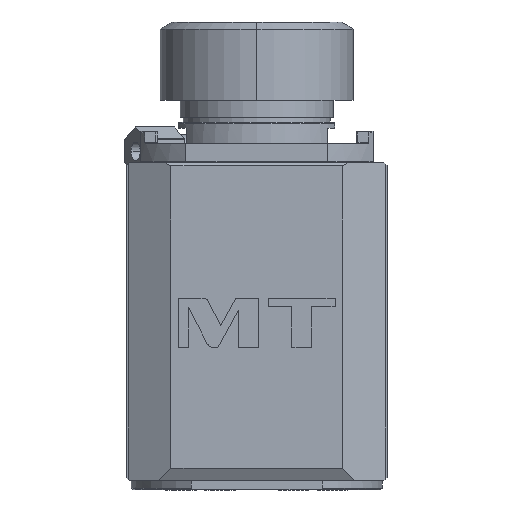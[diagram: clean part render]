
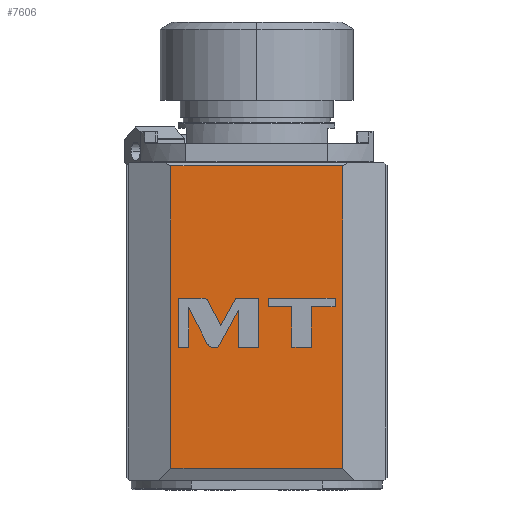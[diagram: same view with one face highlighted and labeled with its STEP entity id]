
A CAD part, left-side view. The second image highlights one B-rep face of the part: STEP entity #7606.
In plain terms, the highlighted planar face has unit normal (-1, 0, 0).
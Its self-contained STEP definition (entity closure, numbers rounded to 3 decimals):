
#1631=DIRECTION('',(0.,1.,0.));
#1632=VECTOR('',#1631,56.);
#1633=CARTESIAN_POINT('',(-99.,-28.,51.2));
#1634=LINE('',#1633,#1632);
#1635=DIRECTION('',(0.,0.,1.));
#1636=VECTOR('',#1635,98.7);
#1637=CARTESIAN_POINT('',(-99.,-28.,-47.5));
#1638=LINE('',#1637,#1636);
#1639=DIRECTION('',(0.,-1.,0.));
#1640=VECTOR('',#1639,56.);
#1641=CARTESIAN_POINT('',(-99.,28.,-47.5));
#1642=LINE('',#1641,#1640);
#1643=DIRECTION('',(0.,0.,1.));
#1644=VECTOR('',#1643,98.7);
#1645=CARTESIAN_POINT('',(-99.,28.,-47.5));
#1646=LINE('',#1645,#1644);
#1647=CARTESIAN_POINT('',(-99.,15.816,6.958));
#1648=CARTESIAN_POINT('',(-99.,16.148,7.601));
#1649=CARTESIAN_POINT('',(-99.,16.804,8.));
#1650=CARTESIAN_POINT('',(-99.,17.528,8.));
#1652=DIRECTION('',(0.,1.,0.));
#1653=VECTOR('',#1652,8.043);
#1654=CARTESIAN_POINT('',(-99.,17.528,8.));
#1655=LINE('',#1654,#1653);
#1656=DIRECTION('',(0.,0.,-1.));
#1657=VECTOR('',#1656,16.);
#1658=CARTESIAN_POINT('',(-99.,25.571,8.));
#1659=LINE('',#1658,#1657);
#1660=DIRECTION('',(0.,-1.,0.));
#1661=VECTOR('',#1660,3.328);
#1662=CARTESIAN_POINT('',(-99.,25.571,-8.));
#1663=LINE('',#1662,#1661);
#1664=DIRECTION('',(0.,0.,1.));
#1665=VECTOR('',#1664,12.962);
#1666=CARTESIAN_POINT('',(-99.,22.243,-8.));
#1667=LINE('',#1666,#1665);
#1668=DIRECTION('',(0.,-0.459,-0.888));
#1669=VECTOR('',#1668,13.419);
#1670=CARTESIAN_POINT('',(-99.,22.243,4.962));
#1671=LINE('',#1670,#1669);
#1672=CARTESIAN_POINT('',(-99.,16.08,-6.958));
#1673=CARTESIAN_POINT('',(-99.,15.747,-7.601));
#1674=CARTESIAN_POINT('',(-99.,15.091,-8.));
#1675=CARTESIAN_POINT('',(-99.,14.367,-8.));
#1677=DIRECTION('',(0.,-1.,0.));
#1678=VECTOR('',#1677,1.669);
#1679=CARTESIAN_POINT('',(-99.,14.367,-8.));
#1680=LINE('',#1679,#1678);
#1681=DIRECTION('',(0.,-0.481,0.877));
#1682=VECTOR('',#1681,13.883);
#1683=CARTESIAN_POINT('',(-99.,12.698,-8.));
#1684=LINE('',#1683,#1682);
#1685=DIRECTION('',(0.,0.,-1.));
#1686=VECTOR('',#1685,12.17);
#1687=CARTESIAN_POINT('',(-99.,6.018,4.17));
#1688=LINE('',#1687,#1686);
#1689=DIRECTION('',(0.,-1.,0.));
#1690=VECTOR('',#1689,6.733);
#1691=CARTESIAN_POINT('',(-99.,6.018,-8.));
#1692=LINE('',#1691,#1690);
#1693=DIRECTION('',(0.,0.,1.));
#1694=VECTOR('',#1693,16.);
#1695=CARTESIAN_POINT('',(-99.,-0.715,-8.));
#1696=LINE('',#1695,#1694);
#1697=DIRECTION('',(0.,1.,0.));
#1698=VECTOR('',#1697,7.59);
#1699=CARTESIAN_POINT('',(-99.,-0.715,8.));
#1700=LINE('',#1699,#1698);
#1701=DIRECTION('',(0.,0.481,-0.877));
#1702=VECTOR('',#1701,10.144);
#1703=CARTESIAN_POINT('',(-99.,6.875,8.));
#1704=LINE('',#1703,#1702);
#1705=DIRECTION('',(0.,0.459,0.888));
#1706=VECTOR('',#1705,8.838);
#1707=CARTESIAN_POINT('',(-99.,11.756,-0.893));
#1708=LINE('',#1707,#1706);
#1709=DIRECTION('',(0.,0.,-1.));
#1710=VECTOR('',#1709,13.275);
#1711=CARTESIAN_POINT('',(-99.,-11.475,5.275));
#1712=LINE('',#1711,#1710);
#1713=DIRECTION('',(0.,-1.,0.));
#1714=VECTOR('',#1713,6.337);
#1715=CARTESIAN_POINT('',(-99.,-11.475,-8.));
#1716=LINE('',#1715,#1714);
#1717=DIRECTION('',(0.,0.,1.));
#1718=VECTOR('',#1717,13.275);
#1719=CARTESIAN_POINT('',(-99.,-17.812,-8.));
#1720=LINE('',#1719,#1718);
#1721=DIRECTION('',(0.,-1.,0.));
#1722=VECTOR('',#1721,7.757);
#1723=CARTESIAN_POINT('',(-99.,-17.812,5.275));
#1724=LINE('',#1723,#1722);
#1725=DIRECTION('',(0.,0.,1.));
#1726=VECTOR('',#1725,2.725);
#1727=CARTESIAN_POINT('',(-99.,-25.569,5.275));
#1728=LINE('',#1727,#1726);
#1729=DIRECTION('',(0.,1.,0.));
#1730=VECTOR('',#1729,21.851);
#1731=CARTESIAN_POINT('',(-99.,-25.569,8.));
#1732=LINE('',#1731,#1730);
#1733=DIRECTION('',(0.,0.,-1.));
#1734=VECTOR('',#1733,2.725);
#1735=CARTESIAN_POINT('',(-99.,-3.718,8.));
#1736=LINE('',#1735,#1734);
#1737=DIRECTION('',(0.,-1.,0.));
#1738=VECTOR('',#1737,7.757);
#1739=CARTESIAN_POINT('',(-99.,-3.718,5.275));
#1740=LINE('',#1739,#1738);
#4713=CARTESIAN_POINT('',(-99.,-28.,-47.5));
#4715=VERTEX_POINT('',#4713);
#4719=CARTESIAN_POINT('',(-99.,28.,-47.5));
#4720=VERTEX_POINT('',#4719);
#4725=CARTESIAN_POINT('',(-99.,-28.,51.2));
#4726=VERTEX_POINT('',#4725);
#4727=CARTESIAN_POINT('',(-99.,28.,51.2));
#4728=VERTEX_POINT('',#4727);
#5664=CARTESIAN_POINT('',(-99.,15.816,6.958));
#5665=VERTEX_POINT('',#5664);
#5666=CARTESIAN_POINT('',(-99.,17.528,8.));
#5667=VERTEX_POINT('',#5666);
#5668=CARTESIAN_POINT('',(-99.,25.571,8.));
#5669=VERTEX_POINT('',#5668);
#5670=CARTESIAN_POINT('',(-99.,25.571,-8.));
#5671=VERTEX_POINT('',#5670);
#5672=CARTESIAN_POINT('',(-99.,22.243,-8.));
#5673=VERTEX_POINT('',#5672);
#5674=CARTESIAN_POINT('',(-99.,22.243,4.962));
#5675=VERTEX_POINT('',#5674);
#5676=CARTESIAN_POINT('',(-99.,16.08,-6.958));
#5677=VERTEX_POINT('',#5676);
#5678=CARTESIAN_POINT('',(-99.,14.367,-8.));
#5679=VERTEX_POINT('',#5678);
#5680=CARTESIAN_POINT('',(-99.,12.698,-8.));
#5681=VERTEX_POINT('',#5680);
#5682=CARTESIAN_POINT('',(-99.,6.018,4.17));
#5683=VERTEX_POINT('',#5682);
#5684=CARTESIAN_POINT('',(-99.,6.018,-8.));
#5685=VERTEX_POINT('',#5684);
#5686=CARTESIAN_POINT('',(-99.,-0.715,-8.));
#5687=VERTEX_POINT('',#5686);
#5688=CARTESIAN_POINT('',(-99.,-0.715,8.));
#5689=VERTEX_POINT('',#5688);
#5690=CARTESIAN_POINT('',(-99.,6.875,8.));
#5691=VERTEX_POINT('',#5690);
#5692=CARTESIAN_POINT('',(-99.,11.756,-0.893));
#5693=VERTEX_POINT('',#5692);
#5694=CARTESIAN_POINT('',(-99.,-11.475,5.275));
#5695=VERTEX_POINT('',#5694);
#5696=CARTESIAN_POINT('',(-99.,-11.475,-8.));
#5697=VERTEX_POINT('',#5696);
#5698=CARTESIAN_POINT('',(-99.,-17.812,-8.));
#5699=VERTEX_POINT('',#5698);
#5700=CARTESIAN_POINT('',(-99.,-17.812,5.275));
#5701=VERTEX_POINT('',#5700);
#5702=CARTESIAN_POINT('',(-99.,-25.569,5.275));
#5703=VERTEX_POINT('',#5702);
#5704=CARTESIAN_POINT('',(-99.,-25.569,8.));
#5705=VERTEX_POINT('',#5704);
#5706=CARTESIAN_POINT('',(-99.,-3.718,8.));
#5707=VERTEX_POINT('',#5706);
#5708=CARTESIAN_POINT('',(-99.,-3.718,5.275));
#5709=VERTEX_POINT('',#5708);
#7543=CARTESIAN_POINT('',(-99.,0.,0.));
#7544=DIRECTION('',(1.,0.,0.));
#7545=DIRECTION('',(0.,1.,0.));
#7546=AXIS2_PLACEMENT_3D('',#7543,#7544,#7545);
#7547=PLANE('',#7546);
#7548=ORIENTED_EDGE('',*,*,#7536,.F.);
#7549=ORIENTED_EDGE('',*,*,#7524,.F.);
#7551=ORIENTED_EDGE('',*,*,#7550,.F.);
#7553=ORIENTED_EDGE('',*,*,#7552,.T.);
#7554=EDGE_LOOP('',(#7548,#7549,#7551,#7553));
#7555=FACE_OUTER_BOUND('',#7554,.F.);
#7557=ORIENTED_EDGE('',*,*,#7556,.T.);
#7559=ORIENTED_EDGE('',*,*,#7558,.T.);
#7561=ORIENTED_EDGE('',*,*,#7560,.T.);
#7563=ORIENTED_EDGE('',*,*,#7562,.T.);
#7565=ORIENTED_EDGE('',*,*,#7564,.T.);
#7567=ORIENTED_EDGE('',*,*,#7566,.T.);
#7569=ORIENTED_EDGE('',*,*,#7568,.T.);
#7571=ORIENTED_EDGE('',*,*,#7570,.T.);
#7573=ORIENTED_EDGE('',*,*,#7572,.T.);
#7575=ORIENTED_EDGE('',*,*,#7574,.T.);
#7577=ORIENTED_EDGE('',*,*,#7576,.T.);
#7579=ORIENTED_EDGE('',*,*,#7578,.T.);
#7581=ORIENTED_EDGE('',*,*,#7580,.T.);
#7583=ORIENTED_EDGE('',*,*,#7582,.T.);
#7585=ORIENTED_EDGE('',*,*,#7584,.T.);
#7586=EDGE_LOOP('',(#7557,#7559,#7561,#7563,#7565,#7567,#7569,#7571,#7573,#7575,
#7577,#7579,#7581,#7583,#7585));
#7587=FACE_BOUND('',#7586,.F.);
#7589=ORIENTED_EDGE('',*,*,#7588,.T.);
#7591=ORIENTED_EDGE('',*,*,#7590,.T.);
#7593=ORIENTED_EDGE('',*,*,#7592,.T.);
#7595=ORIENTED_EDGE('',*,*,#7594,.T.);
#7597=ORIENTED_EDGE('',*,*,#7596,.T.);
#7599=ORIENTED_EDGE('',*,*,#7598,.T.);
#7601=ORIENTED_EDGE('',*,*,#7600,.T.);
#7603=ORIENTED_EDGE('',*,*,#7602,.T.);
#7604=EDGE_LOOP('',(#7589,#7591,#7593,#7595,#7597,#7599,#7601,#7603));
#7605=FACE_BOUND('',#7604,.F.);
#7606=ADVANCED_FACE('',(#7555,#7587,#7605),#7547,.F.);
#1651=B_SPLINE_CURVE_WITH_KNOTS('',3,(#1647,#1648,#1649,#1650),.UNSPECIFIED.,
.F.,.F.,(4,4),(0.,1.),.UNSPECIFIED.);
#1676=B_SPLINE_CURVE_WITH_KNOTS('',3,(#1672,#1673,#1674,#1675),.UNSPECIFIED.,
.F.,.F.,(4,4),(0.,1.),.UNSPECIFIED.);
#7524=EDGE_CURVE('',#4715,#4726,#1638,.T.);
#7536=EDGE_CURVE('',#4726,#4728,#1634,.T.);
#7550=EDGE_CURVE('',#4720,#4715,#1642,.T.);
#7552=EDGE_CURVE('',#4720,#4728,#1646,.T.);
#7556=EDGE_CURVE('',#5665,#5667,#1651,.T.);
#7558=EDGE_CURVE('',#5667,#5669,#1655,.T.);
#7560=EDGE_CURVE('',#5669,#5671,#1659,.T.);
#7562=EDGE_CURVE('',#5671,#5673,#1663,.T.);
#7564=EDGE_CURVE('',#5673,#5675,#1667,.T.);
#7566=EDGE_CURVE('',#5675,#5677,#1671,.T.);
#7568=EDGE_CURVE('',#5677,#5679,#1676,.T.);
#7570=EDGE_CURVE('',#5679,#5681,#1680,.T.);
#7572=EDGE_CURVE('',#5681,#5683,#1684,.T.);
#7574=EDGE_CURVE('',#5683,#5685,#1688,.T.);
#7576=EDGE_CURVE('',#5685,#5687,#1692,.T.);
#7578=EDGE_CURVE('',#5687,#5689,#1696,.T.);
#7580=EDGE_CURVE('',#5689,#5691,#1700,.T.);
#7582=EDGE_CURVE('',#5691,#5693,#1704,.T.);
#7584=EDGE_CURVE('',#5693,#5665,#1708,.T.);
#7588=EDGE_CURVE('',#5695,#5697,#1712,.T.);
#7590=EDGE_CURVE('',#5697,#5699,#1716,.T.);
#7592=EDGE_CURVE('',#5699,#5701,#1720,.T.);
#7594=EDGE_CURVE('',#5701,#5703,#1724,.T.);
#7596=EDGE_CURVE('',#5703,#5705,#1728,.T.);
#7598=EDGE_CURVE('',#5705,#5707,#1732,.T.);
#7600=EDGE_CURVE('',#5707,#5709,#1736,.T.);
#7602=EDGE_CURVE('',#5709,#5695,#1740,.T.);
